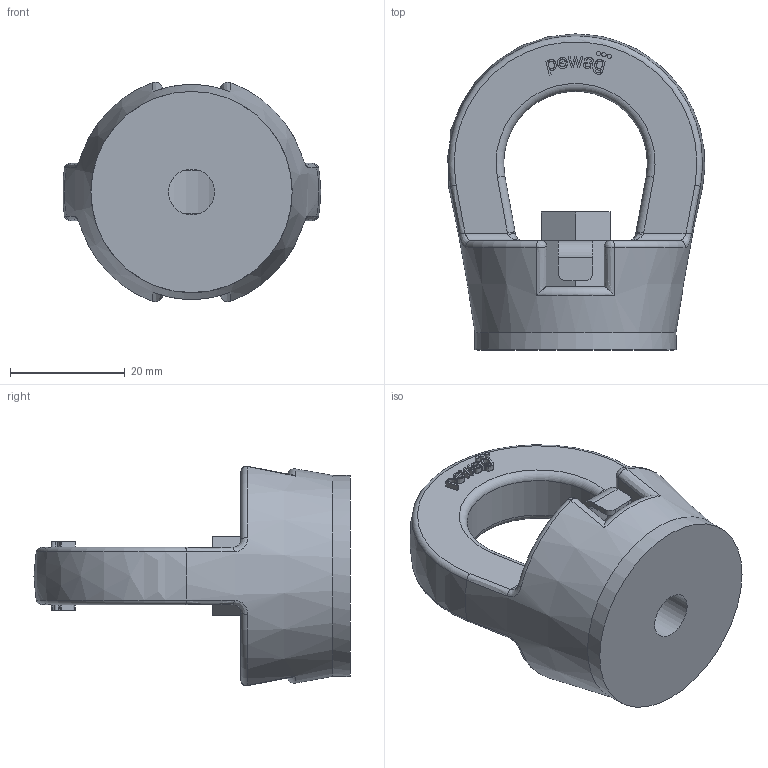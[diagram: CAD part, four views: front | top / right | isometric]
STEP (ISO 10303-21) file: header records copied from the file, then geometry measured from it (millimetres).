
FILE_DESCRIPTION(/* description */ (''),/* implementation_level */ '2;1');
FILE_NAME(/* name */ 'PLGW-SN_0_3_t.stp',/* time_stamp */ '2018-11-21T15:21:19+01:00',/* author */ (''),/* organization */ (''),/* preprocessor_version */ 'ST-DEVELOPER v16',/* originating_system */ 'SIEMENS PLM Software NX 11.0',/* authorisation */ '');
FILE_SCHEMA (('AUTOMOTIVE_DESIGN { 1 0 10303 214 3 1 1 1 }'));
Length unit declared in the file: millimetre
Products named in the file (1): mum17384717jaty
Bounding box: 44.8 x 55 x 38.23 mm (x, y, z)
Volume: 26796.9 mm3; surface area: 8803.8 mm2
Topology: 3 solids, 3 shells, 240 faces, 610 edges, 394 vertices
Faces by surface type: plane 113, extrusion 56, cylinder 35, bspline 24, torus 10, cone 1, sphere 1
Full cylindrical faces by diameter (mm): 0.75 x6, 8 x1, 35 x1
Entity records: 9754 total; most frequent: CARTESIAN_POINT 3533, ORIENTED_EDGE 1172, DIRECTION 876, EDGE_CURVE 586, VERTEX_POINT 384, VECTOR 326, EDGE_LOOP 276, AXIS2_PLACEMENT_3D 275
